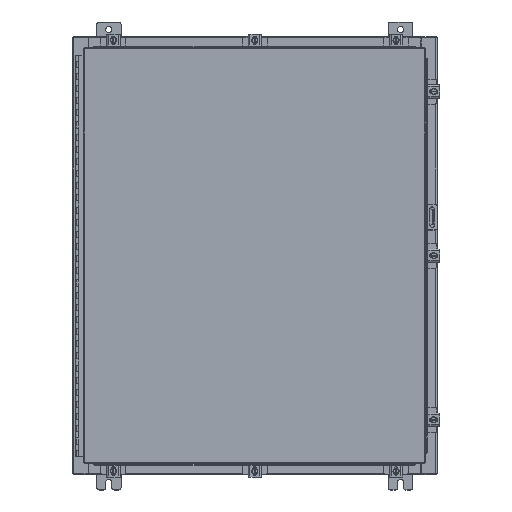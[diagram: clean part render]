
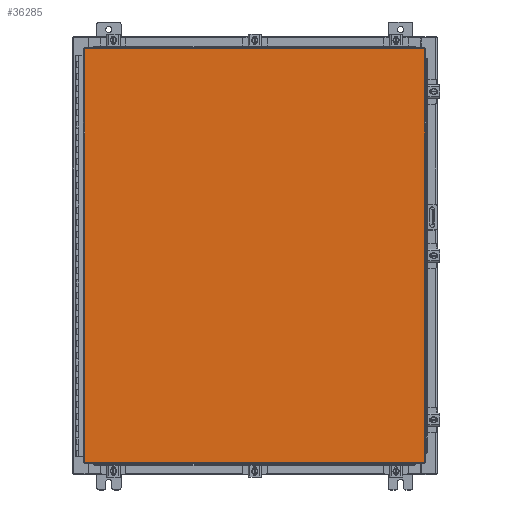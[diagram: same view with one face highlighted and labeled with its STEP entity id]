
A CAD part, top view. The second image highlights one B-rep face of the part: STEP entity #36285.
In plain terms, the highlighted planar face has unit normal (0, 0, 1).
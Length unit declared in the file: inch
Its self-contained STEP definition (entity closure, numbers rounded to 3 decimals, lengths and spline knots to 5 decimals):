
#1177 = CARTESIAN_POINT ( 'NONE',  ( 0., 0., 0. ) ) ;
#1208 = CARTESIAN_POINT ( 'NONE',  ( 13.9903, -17.0063, 0. ) ) ;
#1325 = DIRECTION ( 'NONE',  ( 0., 0., -1. ) ) ;
#1393 = LINE ( 'NONE', #30995, #2011 ) ;
#2011 = VECTOR ( 'NONE', #11609, 39.37008 ) ;
#2937 = ORIENTED_EDGE ( 'NONE', *, *, #16711, .T. ) ;
#3048 = EDGE_CURVE ( 'NONE', #16177, #10723, #1393, .T. ) ;
#3134 = DIRECTION ( 'NONE',  ( 0., -1., 0. ) ) ;
#4165 = EDGE_CURVE ( 'NONE', #10723, #29312, #28934, .T. ) ;
#4763 = DIRECTION ( 'NONE',  ( 0., 1., 0. ) ) ;
#7793 = CARTESIAN_POINT ( 'NONE',  ( -13.9903, -17.0063, 0. ) ) ;
#8231 = LINE ( 'NONE', #25647, #12301 ) ;
#10380 = FACE_OUTER_BOUND ( 'NONE', #22778, .T. ) ;
#10723 = VERTEX_POINT ( 'NONE', #24118 ) ;
#11609 = DIRECTION ( 'NONE',  ( -1., 0., 0. ) ) ;
#11713 = PLANE ( 'NONE',  #28641 ) ;
#12301 = VECTOR ( 'NONE', #20907, 39.37008 ) ;
#13022 = LINE ( 'NONE', #1208, #29731 ) ;
#14049 = CARTESIAN_POINT ( 'NONE',  ( -13.9903, 17.0063, 0. ) ) ;
#14266 = VECTOR ( 'NONE', #3134, 39.37008 ) ;
#16177 = VERTEX_POINT ( 'NONE', #38969 ) ;
#16711 = EDGE_CURVE ( 'NONE', #29312, #23843, #8231, .T. ) ;
#20907 = DIRECTION ( 'NONE',  ( 1., 0., 0. ) ) ;
#20931 = ORIENTED_EDGE ( 'NONE', *, *, #38879, .T. ) ;
#22778 = EDGE_LOOP ( 'NONE', ( #2937, #20931, #39267, #35622 ) ) ;
#23843 = VERTEX_POINT ( 'NONE', #28538 ) ;
#24118 = CARTESIAN_POINT ( 'NONE',  ( -13.9903, 17.0063, 0. ) ) ;
#25287 = DIRECTION ( 'NONE',  ( -1., 0., 0. ) ) ;
#25647 = CARTESIAN_POINT ( 'NONE',  ( -13.9903, -17.0063, 0. ) ) ;
#28538 = CARTESIAN_POINT ( 'NONE',  ( 13.9903, -17.0063, 0. ) ) ;
#28641 = AXIS2_PLACEMENT_3D ( 'NONE', #1177, #1325, #25287 ) ;
#28934 = LINE ( 'NONE', #14049, #14266 ) ;
#29312 = VERTEX_POINT ( 'NONE', #7793 ) ;
#29731 = VECTOR ( 'NONE', #4763, 39.37008 ) ;
#30995 = CARTESIAN_POINT ( 'NONE',  ( 13.9903, 17.0063, 0. ) ) ;
#35622 = ORIENTED_EDGE ( 'NONE', *, *, #4165, .T. ) ;
#36285 = ADVANCED_FACE ( 'NONE', ( #10380 ), #11713, .F. ) ;
#38879 = EDGE_CURVE ( 'NONE', #23843, #16177, #13022, .T. ) ;
#38969 = CARTESIAN_POINT ( 'NONE',  ( 13.9903, 17.0063, 0. ) ) ;
#39267 = ORIENTED_EDGE ( 'NONE', *, *, #3048, .T. ) ;
